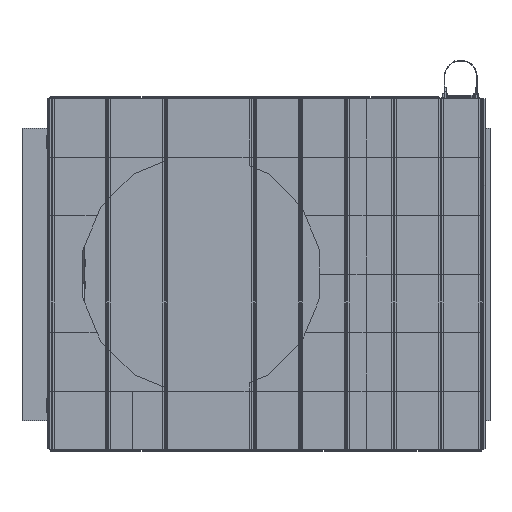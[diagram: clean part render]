
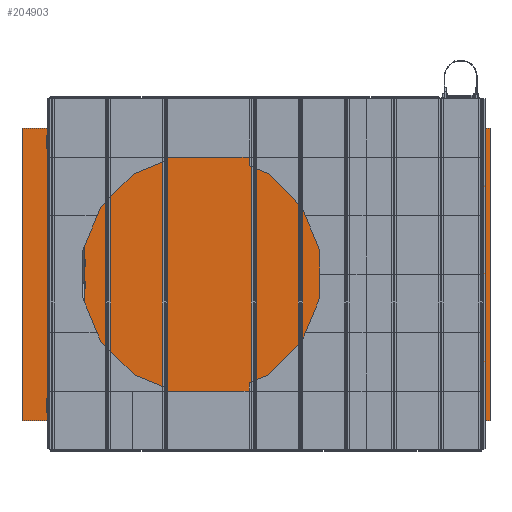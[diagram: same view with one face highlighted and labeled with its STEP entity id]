
A CAD part, top view. The second image highlights one B-rep face of the part: STEP entity #204903.
In plain terms, the highlighted free-form (B-spline) face has degree [1, 1] with [2, 2] control points.
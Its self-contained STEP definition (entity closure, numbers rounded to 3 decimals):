
#204761 = VERTEX_POINT('',#204762);
#204762 = CARTESIAN_POINT('',(3066.274,2790.654,0.)
  );
#204767 = EDGE_CURVE('',#204761,#204768,#204770,.T.);
#204768 = VERTEX_POINT('',#204769);
#204769 = CARTESIAN_POINT('',(3066.274,3410.8,0.)
  );
#204770 = B_SPLINE_CURVE_WITH_KNOTS('',1,(#204771,#204772),
  .UNSPECIFIED.,.F.,.F.,(2,2),(-225.,225.),.PIECEWISE_BEZIER_KNOTS.);
#204771 = CARTESIAN_POINT('',(3066.274,2790.654,0.)
  );
#204772 = CARTESIAN_POINT('',(3066.274,3410.8,0.)
  );
#204795 = EDGE_CURVE('',#204768,#204796,#204798,.T.);
#204796 = VERTEX_POINT('',#204797);
#204797 = CARTESIAN_POINT('',(2446.129,3410.8,0.));
#204798 = B_SPLINE_CURVE_WITH_KNOTS('',1,(#204799,#204800),
  .UNSPECIFIED.,.F.,.F.,(2,2),(-225.,225.),.PIECEWISE_BEZIER_KNOTS.);
#204799 = CARTESIAN_POINT('',(3066.274,3410.8,0.)
  );
#204800 = CARTESIAN_POINT('',(2446.129,3410.8,0.));
#204823 = VERTEX_POINT('',#204824);
#204824 = CARTESIAN_POINT('',(2446.129,2790.654,0.));
#204829 = EDGE_CURVE('',#204823,#204761,#204830,.T.);
#204830 = B_SPLINE_CURVE_WITH_KNOTS('',1,(#204831,#204832),
  .UNSPECIFIED.,.F.,.F.,(2,2),(-225.,225.),.PIECEWISE_BEZIER_KNOTS.);
#204831 = CARTESIAN_POINT('',(2446.129,2790.654,0.));
#204832 = CARTESIAN_POINT('',(3066.274,2790.654,0.)
  );
#204853 = VERTEX_POINT('',#204854);
#204854 = CARTESIAN_POINT('',(2446.129,-2790.654,0.)
  );
#204859 = EDGE_CURVE('',#204853,#204860,#204862,.T.);
#204860 = VERTEX_POINT('',#204861);
#204861 = CARTESIAN_POINT('',(2446.129,-3410.8,0.)
  );
#204862 = B_SPLINE_CURVE_WITH_KNOTS('',1,(#204863,#204864),
  .UNSPECIFIED.,.F.,.F.,(2,2),(-225.,225.),.PIECEWISE_BEZIER_KNOTS.);
#204863 = CARTESIAN_POINT('',(2446.129,-2790.654,0.)
  );
#204864 = CARTESIAN_POINT('',(2446.129,-3410.8,0.)
  );
#204887 = EDGE_CURVE('',#204860,#204888,#204890,.T.);
#204888 = VERTEX_POINT('',#204889);
#204889 = CARTESIAN_POINT('',(3066.274,-3410.8,0.)
  );
#204890 = B_SPLINE_CURVE_WITH_KNOTS('',1,(#204891,#204892),
  .UNSPECIFIED.,.F.,.F.,(2,2),(-225.,225.),.PIECEWISE_BEZIER_KNOTS.);
#204891 = CARTESIAN_POINT('',(2446.129,-3410.8,0.)
  );
#204892 = CARTESIAN_POINT('',(3066.274,-3410.8,0.)
  );
#204903 = ADVANCED_FACE('',(#204904,#204934,#204964,#204974,#204990),
  #205020,.F.);
#204904 = FACE_BOUND('',#204905,.T.);
#204905 = EDGE_LOOP('',(#204906,#204915,#204922,#204929));
#204906 = ORIENTED_EDGE('',*,*,#204907,.F.);
#204907 = EDGE_CURVE('',#204908,#204910,#204912,.T.);
#204908 = VERTEX_POINT('',#204909);
#204909 = CARTESIAN_POINT('',(-4444.375,-2790.654,0.
    ));
#204910 = VERTEX_POINT('',#204911);
#204911 = CARTESIAN_POINT('',(-4444.375,-3410.8,0.
    ));
#204912 = B_SPLINE_CURVE_WITH_KNOTS('',1,(#204913,#204914),
  .UNSPECIFIED.,.F.,.F.,(2,2),(-225.,225.),.PIECEWISE_BEZIER_KNOTS.);
#204913 = CARTESIAN_POINT('',(-4444.375,-2790.654,0.
    ));
#204914 = CARTESIAN_POINT('',(-4444.375,-3410.8,0.
    ));
#204915 = ORIENTED_EDGE('',*,*,#204916,.F.);
#204916 = EDGE_CURVE('',#204917,#204908,#204919,.T.);
#204917 = VERTEX_POINT('',#204918);
#204918 = CARTESIAN_POINT('',(-3824.23,-2790.654,0.
    ));
#204919 = B_SPLINE_CURVE_WITH_KNOTS('',1,(#204920,#204921),
  .UNSPECIFIED.,.F.,.F.,(2,2),(-225.,225.),.PIECEWISE_BEZIER_KNOTS.);
#204920 = CARTESIAN_POINT('',(-3824.23,-2790.654,0.
    ));
#204921 = CARTESIAN_POINT('',(-4444.375,-2790.654,0.
    ));
#204922 = ORIENTED_EDGE('',*,*,#204923,.F.);
#204923 = EDGE_CURVE('',#204924,#204917,#204926,.T.);
#204924 = VERTEX_POINT('',#204925);
#204925 = CARTESIAN_POINT('',(-3824.23,-3410.8,0.
    ));
#204926 = B_SPLINE_CURVE_WITH_KNOTS('',1,(#204927,#204928),
  .UNSPECIFIED.,.F.,.F.,(2,2),(-225.,225.),.PIECEWISE_BEZIER_KNOTS.);
#204927 = CARTESIAN_POINT('',(-3824.23,-3410.8,0.
    ));
#204928 = CARTESIAN_POINT('',(-3824.23,-2790.654,0.
    ));
#204929 = ORIENTED_EDGE('',*,*,#204930,.F.);
#204930 = EDGE_CURVE('',#204910,#204924,#204931,.T.);
#204931 = B_SPLINE_CURVE_WITH_KNOTS('',1,(#204932,#204933),
  .UNSPECIFIED.,.F.,.F.,(2,2),(-225.,225.),.PIECEWISE_BEZIER_KNOTS.);
#204932 = CARTESIAN_POINT('',(-4444.375,-3410.8,0.
    ));
#204933 = CARTESIAN_POINT('',(-3824.23,-3410.8,0.
    ));
#204934 = FACE_BOUND('',#204935,.T.);
#204935 = EDGE_LOOP('',(#204936,#204945,#204952,#204959));
#204936 = ORIENTED_EDGE('',*,*,#204937,.F.);
#204937 = EDGE_CURVE('',#204938,#204940,#204942,.T.);
#204938 = VERTEX_POINT('',#204939);
#204939 = CARTESIAN_POINT('',(-4444.375,3410.8,0.)
  );
#204940 = VERTEX_POINT('',#204941);
#204941 = CARTESIAN_POINT('',(-4444.375,2790.654,0.)
  );
#204942 = B_SPLINE_CURVE_WITH_KNOTS('',1,(#204943,#204944),
  .UNSPECIFIED.,.F.,.F.,(2,2),(-225.,225.),.PIECEWISE_BEZIER_KNOTS.);
#204943 = CARTESIAN_POINT('',(-4444.375,3410.8,0.)
  );
#204944 = CARTESIAN_POINT('',(-4444.375,2790.654,0.)
  );
#204945 = ORIENTED_EDGE('',*,*,#204946,.F.);
#204946 = EDGE_CURVE('',#204947,#204938,#204949,.T.);
#204947 = VERTEX_POINT('',#204948);
#204948 = CARTESIAN_POINT('',(-3824.23,3410.8,0.)
  );
#204949 = B_SPLINE_CURVE_WITH_KNOTS('',1,(#204950,#204951),
  .UNSPECIFIED.,.F.,.F.,(2,2),(-225.,225.),.PIECEWISE_BEZIER_KNOTS.);
#204950 = CARTESIAN_POINT('',(-3824.23,3410.8,0.)
  );
#204951 = CARTESIAN_POINT('',(-4444.375,3410.8,0.)
  );
#204952 = ORIENTED_EDGE('',*,*,#204953,.F.);
#204953 = EDGE_CURVE('',#204954,#204947,#204956,.T.);
#204954 = VERTEX_POINT('',#204955);
#204955 = CARTESIAN_POINT('',(-3824.23,2790.654,0.)
  );
#204956 = B_SPLINE_CURVE_WITH_KNOTS('',1,(#204957,#204958),
  .UNSPECIFIED.,.F.,.F.,(2,2),(-225.,225.),.PIECEWISE_BEZIER_KNOTS.);
#204957 = CARTESIAN_POINT('',(-3824.23,2790.654,0.)
  );
#204958 = CARTESIAN_POINT('',(-3824.23,3410.8,0.)
  );
#204959 = ORIENTED_EDGE('',*,*,#204960,.F.);
#204960 = EDGE_CURVE('',#204940,#204954,#204961,.T.);
#204961 = B_SPLINE_CURVE_WITH_KNOTS('',1,(#204962,#204963),
  .UNSPECIFIED.,.F.,.F.,(2,2),(-225.,225.),.PIECEWISE_BEZIER_KNOTS.);
#204962 = CARTESIAN_POINT('',(-4444.375,2790.654,0.)
  );
#204963 = CARTESIAN_POINT('',(-3824.23,2790.654,0.)
  );
#204964 = FACE_BOUND('',#204965,.T.);
#204965 = EDGE_LOOP('',(#204966,#204971,#204972,#204973));
#204966 = ORIENTED_EDGE('',*,*,#204967,.F.);
#204967 = EDGE_CURVE('',#204796,#204823,#204968,.T.);
#204968 = B_SPLINE_CURVE_WITH_KNOTS('',1,(#204969,#204970),
  .UNSPECIFIED.,.F.,.F.,(2,2),(-225.,225.),.PIECEWISE_BEZIER_KNOTS.);
#204969 = CARTESIAN_POINT('',(2446.129,3410.8,0.));
#204970 = CARTESIAN_POINT('',(2446.129,2790.654,0.));
#204971 = ORIENTED_EDGE('',*,*,#204795,.F.);
#204972 = ORIENTED_EDGE('',*,*,#204767,.F.);
#204973 = ORIENTED_EDGE('',*,*,#204829,.F.);
#204974 = FACE_BOUND('',#204975,.T.);
#204975 = EDGE_LOOP('',(#204976,#204977,#204984,#204989));
#204976 = ORIENTED_EDGE('',*,*,#204859,.F.);
#204977 = ORIENTED_EDGE('',*,*,#204978,.F.);
#204978 = EDGE_CURVE('',#204979,#204853,#204981,.T.);
#204979 = VERTEX_POINT('',#204980);
#204980 = CARTESIAN_POINT('',(3066.274,-2790.654,0.)
  );
#204981 = B_SPLINE_CURVE_WITH_KNOTS('',1,(#204982,#204983),
  .UNSPECIFIED.,.F.,.F.,(2,2),(-225.,225.),.PIECEWISE_BEZIER_KNOTS.);
#204982 = CARTESIAN_POINT('',(3066.274,-2790.654,0.)
  );
#204983 = CARTESIAN_POINT('',(2446.129,-2790.654,0.)
  );
#204984 = ORIENTED_EDGE('',*,*,#204985,.F.);
#204985 = EDGE_CURVE('',#204888,#204979,#204986,.T.);
#204986 = B_SPLINE_CURVE_WITH_KNOTS('',1,(#204987,#204988),
  .UNSPECIFIED.,.F.,.F.,(2,2),(-225.,225.),.PIECEWISE_BEZIER_KNOTS.);
#204987 = CARTESIAN_POINT('',(3066.274,-3410.8,0.)
  );
#204988 = CARTESIAN_POINT('',(3066.274,-2790.654,0.)
  );
#204989 = ORIENTED_EDGE('',*,*,#204887,.F.);
#204990 = FACE_BOUND('',#204991,.T.);
#204991 = EDGE_LOOP('',(#204992,#205001,#205008,#205015));
#204992 = ORIENTED_EDGE('',*,*,#204993,.F.);
#204993 = EDGE_CURVE('',#204994,#204996,#204998,.T.);
#204994 = VERTEX_POINT('',#204995);
#204995 = CARTESIAN_POINT('',(5512.403,3445.252,0.)
  );
#204996 = VERTEX_POINT('',#204997);
#204997 = CARTESIAN_POINT('',(5512.403,-3445.252,0.)
  );
#204998 = B_SPLINE_CURVE_WITH_KNOTS('',1,(#204999,#205000),
  .UNSPECIFIED.,.F.,.F.,(2,2),(-2500.,2500.),
  .PIECEWISE_BEZIER_KNOTS.);
#204999 = CARTESIAN_POINT('',(5512.403,3445.252,0.)
  );
#205000 = CARTESIAN_POINT('',(5512.403,-3445.252,0.)
  );
#205001 = ORIENTED_EDGE('',*,*,#205002,.F.);
#205002 = EDGE_CURVE('',#205003,#204994,#205005,.T.);
#205003 = VERTEX_POINT('',#205004);
#205004 = CARTESIAN_POINT('',(-5512.403,3445.252,0.)
  );
#205005 = B_SPLINE_CURVE_WITH_KNOTS('',1,(#205006,#205007),
  .UNSPECIFIED.,.F.,.F.,(2,2),(-4000.,4000.),
  .PIECEWISE_BEZIER_KNOTS.);
#205006 = CARTESIAN_POINT('',(-5512.403,3445.252,0.)
  );
#205007 = CARTESIAN_POINT('',(5512.403,3445.252,0.)
  );
#205008 = ORIENTED_EDGE('',*,*,#205009,.F.);
#205009 = EDGE_CURVE('',#205010,#205003,#205012,.T.);
#205010 = VERTEX_POINT('',#205011);
#205011 = CARTESIAN_POINT('',(-5512.403,-3445.252,0.
    ));
#205012 = B_SPLINE_CURVE_WITH_KNOTS('',1,(#205013,#205014),
  .UNSPECIFIED.,.F.,.F.,(2,2),(-2500.,2500.),
  .PIECEWISE_BEZIER_KNOTS.);
#205013 = CARTESIAN_POINT('',(-5512.403,-3445.252,0.
    ));
#205014 = CARTESIAN_POINT('',(-5512.403,3445.252,0.)
  );
#205015 = ORIENTED_EDGE('',*,*,#205016,.F.);
#205016 = EDGE_CURVE('',#204996,#205010,#205017,.T.);
#205017 = B_SPLINE_CURVE_WITH_KNOTS('',1,(#205018,#205019),
  .UNSPECIFIED.,.F.,.F.,(2,2),(-4000.,4000.),
  .PIECEWISE_BEZIER_KNOTS.);
#205018 = CARTESIAN_POINT('',(5512.403,-3445.252,0.)
  );
#205019 = CARTESIAN_POINT('',(-5512.403,-3445.252,0.
    ));
#205020 = B_SPLINE_SURFACE_WITH_KNOTS('',1,1,(
    (#205021,#205022)
    ,(#205023,#205024
    )),.UNSPECIFIED.,.F.,.F.,.F.,(2,2),(2,2),(-4000.,4000.),(-2500.,
    2500.),.PIECEWISE_BEZIER_KNOTS.);
#205021 = CARTESIAN_POINT('',(5512.403,-3445.252,0.)
  );
#205022 = CARTESIAN_POINT('',(5512.403,3445.252,0.)
  );
#205023 = CARTESIAN_POINT('',(-5512.403,-3445.252,0.
    ));
#205024 = CARTESIAN_POINT('',(-5512.403,3445.252,0.)
  );
